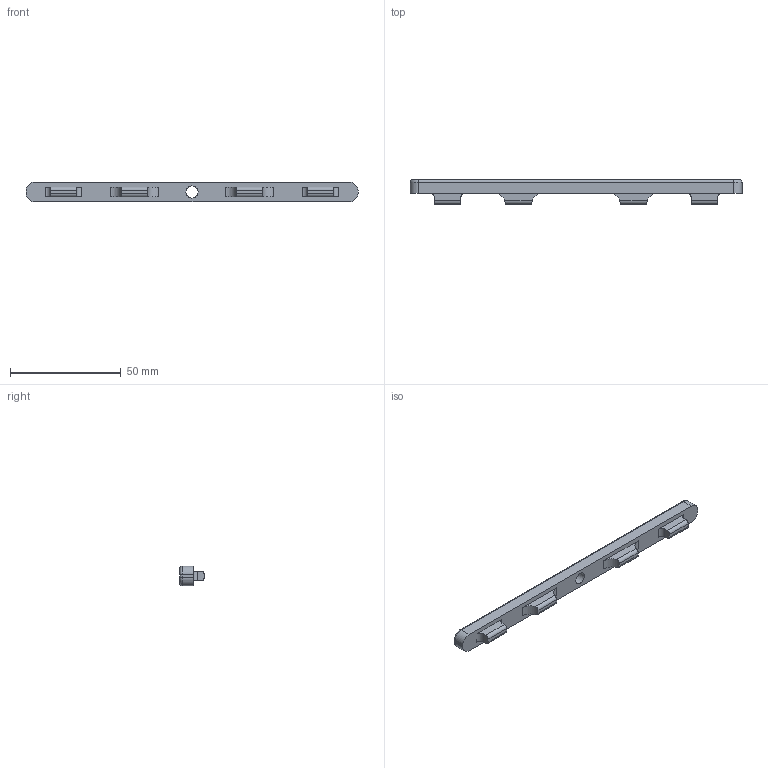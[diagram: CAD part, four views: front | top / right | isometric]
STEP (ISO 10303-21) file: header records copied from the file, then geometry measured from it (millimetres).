
FILE_DESCRIPTION(/* description */ (''),/* implementation_level */ '2;1');
FILE_NAME(/* name */ 'ATC_Board_even v1.step',/* time_stamp */ '2021-01-22T19:05:29+01:00',/* author */ (''),/* organization */ (''),/* preprocessor_version */ 'ST-DEVELOPER v18.1',/* originating_system */ 'Autodesk Translation Framework v9.7.1.1290',/* authorisation */ '');
FILE_SCHEMA (('AUTOMOTIVE_DESIGN { 1 0 10303 214 3 1 1 }'));
Length unit declared in the file: millimetre
Products named in the file (1): ATC_Board_even
Bounding box: 150 x 11 x 9 mm (x, y, z)
Volume: 8954.2 mm3; surface area: 5047.7 mm2
Topology: 1 solids, 1 shells, 51 faces, 127 edges, 82 vertices
Faces by surface type: cylinder 25, plane 22, torus 4
Full cylindrical faces by diameter (mm): 5.5 x1
Entity records: 1623 total; most frequent: CARTESIAN_POINT 333, DIRECTION 269, ORIENTED_EDGE 254, EDGE_CURVE 127, AXIS2_PLACEMENT_3D 98, VERTEX_POINT 82, LINE 73, VECTOR 73
